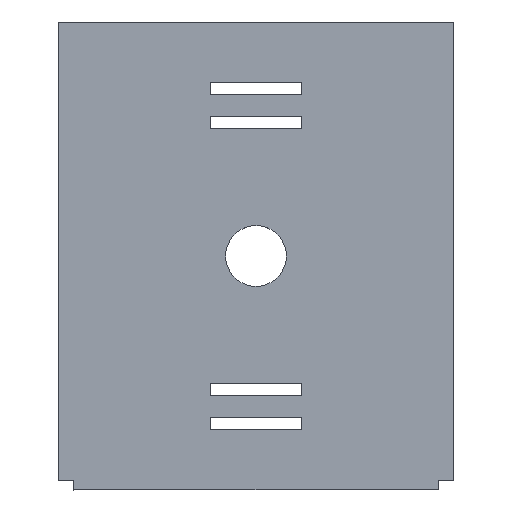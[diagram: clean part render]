
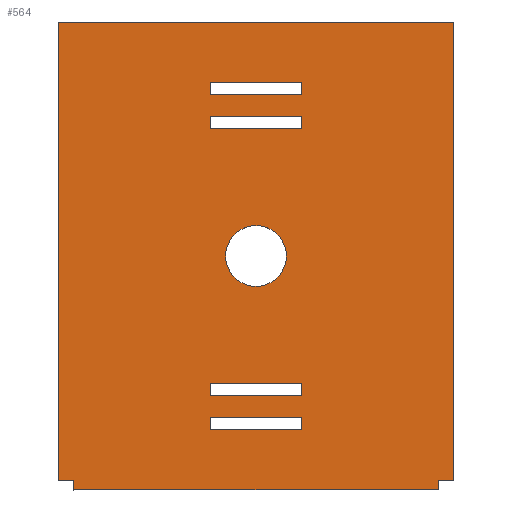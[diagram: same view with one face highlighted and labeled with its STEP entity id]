
A CAD part, top view. The second image highlights one B-rep face of the part: STEP entity #564.
In plain terms, the highlighted planar face has unit normal (0, 0, 1).
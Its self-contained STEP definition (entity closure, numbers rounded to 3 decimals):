
#15=FACE_BOUND('',#104,.T.);
#16=FACE_BOUND('',#105,.T.);
#17=FACE_BOUND('',#106,.T.);
#18=FACE_BOUND('',#107,.T.);
#19=FACE_BOUND('',#108,.T.);
#49=PLANE('',#607);
#76=FACE_OUTER_BOUND('',#103,.T.);
#103=EDGE_LOOP('',(#488,#489,#490,#491,#492,#493,#494,#495));
#104=EDGE_LOOP('',(#496));
#105=EDGE_LOOP('',(#497,#498,#499,#500));
#106=EDGE_LOOP('',(#501,#502,#503,#504));
#107=EDGE_LOOP('',(#505,#506,#507,#508));
#108=EDGE_LOOP('',(#509,#510,#511,#512));
#118=LINE('',#756,#191);
#121=LINE('',#762,#194);
#124=LINE('',#768,#197);
#127=LINE('',#772,#200);
#130=LINE('',#780,#203);
#133=LINE('',#786,#206);
#136=LINE('',#792,#209);
#139=LINE('',#796,#212);
#142=LINE('',#804,#215);
#145=LINE('',#810,#218);
#148=LINE('',#816,#221);
#151=LINE('',#820,#224);
#154=LINE('',#828,#227);
#157=LINE('',#834,#230);
#160=LINE('',#840,#233);
#163=LINE('',#844,#236);
#166=LINE('',#852,#239);
#169=LINE('',#858,#242);
#172=LINE('',#864,#245);
#175=LINE('',#870,#248);
#178=LINE('',#876,#251);
#181=LINE('',#882,#254);
#184=LINE('',#888,#257);
#187=LINE('',#892,#260);
#191=VECTOR('',#622,10.);
#194=VECTOR('',#627,10.);
#197=VECTOR('',#632,10.);
#200=VECTOR('',#637,10.);
#203=VECTOR('',#642,10.);
#206=VECTOR('',#647,10.);
#209=VECTOR('',#652,10.);
#212=VECTOR('',#657,10.);
#215=VECTOR('',#662,10.);
#218=VECTOR('',#667,10.);
#221=VECTOR('',#672,10.);
#224=VECTOR('',#677,10.);
#227=VECTOR('',#682,10.);
#230=VECTOR('',#687,10.);
#233=VECTOR('',#692,10.);
#236=VECTOR('',#697,10.);
#239=VECTOR('',#702,10.);
#242=VECTOR('',#707,10.);
#245=VECTOR('',#712,10.);
#248=VECTOR('',#717,10.);
#251=VECTOR('',#722,10.);
#254=VECTOR('',#727,10.);
#257=VECTOR('',#732,10.);
#260=VECTOR('',#737,10.);
#261=CIRCLE('',#581,10.);
#263=VERTEX_POINT('',#744);
#267=VERTEX_POINT('',#753);
#268=VERTEX_POINT('',#755);
#270=VERTEX_POINT('',#761);
#272=VERTEX_POINT('',#767);
#275=VERTEX_POINT('',#777);
#276=VERTEX_POINT('',#779);
#278=VERTEX_POINT('',#785);
#280=VERTEX_POINT('',#791);
#283=VERTEX_POINT('',#801);
#284=VERTEX_POINT('',#803);
#286=VERTEX_POINT('',#809);
#288=VERTEX_POINT('',#815);
#291=VERTEX_POINT('',#825);
#292=VERTEX_POINT('',#827);
#294=VERTEX_POINT('',#833);
#296=VERTEX_POINT('',#839);
#299=VERTEX_POINT('',#849);
#300=VERTEX_POINT('',#851);
#302=VERTEX_POINT('',#857);
#304=VERTEX_POINT('',#863);
#306=VERTEX_POINT('',#869);
#308=VERTEX_POINT('',#875);
#310=VERTEX_POINT('',#881);
#312=VERTEX_POINT('',#887);
#313=EDGE_CURVE('',#263,#263,#261,.T.);
#318=EDGE_CURVE('',#268,#267,#118,.T.);
#321=EDGE_CURVE('',#270,#268,#121,.T.);
#324=EDGE_CURVE('',#272,#270,#124,.T.);
#327=EDGE_CURVE('',#267,#272,#127,.T.);
#330=EDGE_CURVE('',#276,#275,#130,.T.);
#333=EDGE_CURVE('',#278,#276,#133,.T.);
#336=EDGE_CURVE('',#280,#278,#136,.T.);
#339=EDGE_CURVE('',#275,#280,#139,.T.);
#342=EDGE_CURVE('',#284,#283,#142,.T.);
#345=EDGE_CURVE('',#286,#284,#145,.T.);
#348=EDGE_CURVE('',#288,#286,#148,.T.);
#351=EDGE_CURVE('',#283,#288,#151,.T.);
#354=EDGE_CURVE('',#292,#291,#154,.T.);
#357=EDGE_CURVE('',#294,#292,#157,.T.);
#360=EDGE_CURVE('',#296,#294,#160,.T.);
#363=EDGE_CURVE('',#291,#296,#163,.T.);
#366=EDGE_CURVE('',#300,#299,#166,.T.);
#369=EDGE_CURVE('',#302,#300,#169,.T.);
#372=EDGE_CURVE('',#304,#302,#172,.T.);
#375=EDGE_CURVE('',#306,#304,#175,.T.);
#378=EDGE_CURVE('',#308,#306,#178,.T.);
#381=EDGE_CURVE('',#310,#308,#181,.T.);
#384=EDGE_CURVE('',#312,#310,#184,.T.);
#387=EDGE_CURVE('',#299,#312,#187,.T.);
#488=ORIENTED_EDGE('',*,*,#387,.T.);
#489=ORIENTED_EDGE('',*,*,#384,.T.);
#490=ORIENTED_EDGE('',*,*,#381,.T.);
#491=ORIENTED_EDGE('',*,*,#378,.T.);
#492=ORIENTED_EDGE('',*,*,#375,.T.);
#493=ORIENTED_EDGE('',*,*,#372,.T.);
#494=ORIENTED_EDGE('',*,*,#369,.T.);
#495=ORIENTED_EDGE('',*,*,#366,.T.);
#496=ORIENTED_EDGE('',*,*,#313,.T.);
#497=ORIENTED_EDGE('',*,*,#363,.T.);
#498=ORIENTED_EDGE('',*,*,#360,.T.);
#499=ORIENTED_EDGE('',*,*,#357,.T.);
#500=ORIENTED_EDGE('',*,*,#354,.T.);
#501=ORIENTED_EDGE('',*,*,#351,.T.);
#502=ORIENTED_EDGE('',*,*,#348,.T.);
#503=ORIENTED_EDGE('',*,*,#345,.T.);
#504=ORIENTED_EDGE('',*,*,#342,.T.);
#505=ORIENTED_EDGE('',*,*,#339,.T.);
#506=ORIENTED_EDGE('',*,*,#336,.T.);
#507=ORIENTED_EDGE('',*,*,#333,.T.);
#508=ORIENTED_EDGE('',*,*,#330,.T.);
#509=ORIENTED_EDGE('',*,*,#327,.T.);
#510=ORIENTED_EDGE('',*,*,#324,.T.);
#511=ORIENTED_EDGE('',*,*,#321,.T.);
#512=ORIENTED_EDGE('',*,*,#318,.T.);
#564=ADVANCED_FACE('',(#76,#15,#16,#17,#18,#19),#49,.T.);
#581=AXIS2_PLACEMENT_3D('',#745,#613,#614);
#607=AXIS2_PLACEMENT_3D('',#893,#738,#739);
#613=DIRECTION('center_axis',(0.,0.,-1.));
#614=DIRECTION('ref_axis',(-1.,0.,0.));
#622=DIRECTION('',(0.,-1.,0.));
#627=DIRECTION('',(1.,0.,0.));
#632=DIRECTION('',(0.,1.,0.));
#637=DIRECTION('',(-1.,0.,0.));
#642=DIRECTION('',(0.,-1.,0.));
#647=DIRECTION('',(1.,0.,0.));
#652=DIRECTION('',(0.,1.,0.));
#657=DIRECTION('',(-1.,0.,0.));
#662=DIRECTION('',(1.,0.,0.));
#667=DIRECTION('',(0.,1.,0.));
#672=DIRECTION('',(-1.,0.,0.));
#677=DIRECTION('',(0.,-1.,0.));
#682=DIRECTION('',(0.,1.,0.));
#687=DIRECTION('',(-1.,0.,0.));
#692=DIRECTION('',(0.,-1.,0.));
#697=DIRECTION('',(1.,0.,0.));
#702=DIRECTION('',(1.,0.,0.));
#707=DIRECTION('',(0.,-1.,0.));
#712=DIRECTION('',(1.,0.,0.));
#717=DIRECTION('',(0.,-1.,0.));
#722=DIRECTION('',(-1.,0.,0.));
#727=DIRECTION('',(0.,1.,0.));
#732=DIRECTION('',(1.,0.,0.));
#737=DIRECTION('',(0.,1.,0.));
#738=DIRECTION('center_axis',(0.,0.,1.));
#739=DIRECTION('ref_axis',(1.,0.,0.));
#744=CARTESIAN_POINT('',(10.,0.,3.));
#745=CARTESIAN_POINT('Origin',(0.,0.,3.));
#753=CARTESIAN_POINT('',(15.,42.,3.));
#755=CARTESIAN_POINT('',(15.,46.,3.));
#756=CARTESIAN_POINT('',(15.,46.,3.));
#761=CARTESIAN_POINT('',(-15.,46.,3.));
#762=CARTESIAN_POINT('',(-15.,46.,3.));
#767=CARTESIAN_POINT('',(-15.,42.,3.));
#768=CARTESIAN_POINT('',(-15.,42.,3.));
#772=CARTESIAN_POINT('',(15.,42.,3.));
#777=CARTESIAN_POINT('',(15.,53.,3.));
#779=CARTESIAN_POINT('',(15.,57.,3.));
#780=CARTESIAN_POINT('',(15.,57.,3.));
#785=CARTESIAN_POINT('',(-15.,57.,3.));
#786=CARTESIAN_POINT('',(-15.,57.,3.));
#791=CARTESIAN_POINT('',(-15.,53.,3.));
#792=CARTESIAN_POINT('',(-15.,53.,3.));
#796=CARTESIAN_POINT('',(15.,53.,3.));
#801=CARTESIAN_POINT('',(15.,-42.,3.));
#803=CARTESIAN_POINT('',(-15.,-42.,3.));
#804=CARTESIAN_POINT('',(15.,-42.,3.));
#809=CARTESIAN_POINT('',(-15.,-46.,3.));
#810=CARTESIAN_POINT('',(-15.,-42.,3.));
#815=CARTESIAN_POINT('',(15.,-46.,3.));
#816=CARTESIAN_POINT('',(-15.,-46.,3.));
#820=CARTESIAN_POINT('',(15.,-46.,3.));
#825=CARTESIAN_POINT('',(-15.,-53.,3.));
#827=CARTESIAN_POINT('',(-15.,-57.,3.));
#828=CARTESIAN_POINT('',(-15.,-53.,3.));
#833=CARTESIAN_POINT('',(15.,-57.,3.));
#834=CARTESIAN_POINT('',(-15.,-57.,3.));
#839=CARTESIAN_POINT('',(15.,-53.,3.));
#840=CARTESIAN_POINT('',(15.,-57.,3.));
#844=CARTESIAN_POINT('',(15.,-53.,3.));
#849=CARTESIAN_POINT('',(60.,-77.,3.));
#851=CARTESIAN_POINT('',(-60.,-77.,3.));
#852=CARTESIAN_POINT('',(65.,-77.,3.));
#857=CARTESIAN_POINT('',(-60.,-74.,3.));
#858=CARTESIAN_POINT('',(-60.,-74.,3.));
#863=CARTESIAN_POINT('',(-65.,-74.,3.));
#864=CARTESIAN_POINT('',(-60.,-74.,3.));
#869=CARTESIAN_POINT('',(-65.,77.,3.));
#870=CARTESIAN_POINT('',(-65.,77.,3.));
#875=CARTESIAN_POINT('',(65.,77.,3.));
#876=CARTESIAN_POINT('',(-65.,77.,3.));
#881=CARTESIAN_POINT('',(65.,-74.,3.));
#882=CARTESIAN_POINT('',(65.,77.,3.));
#887=CARTESIAN_POINT('',(60.,-74.,3.));
#888=CARTESIAN_POINT('',(60.,-74.,3.));
#892=CARTESIAN_POINT('',(60.,-77.,3.));
#893=CARTESIAN_POINT('Origin',(0.,0.,
3.));
